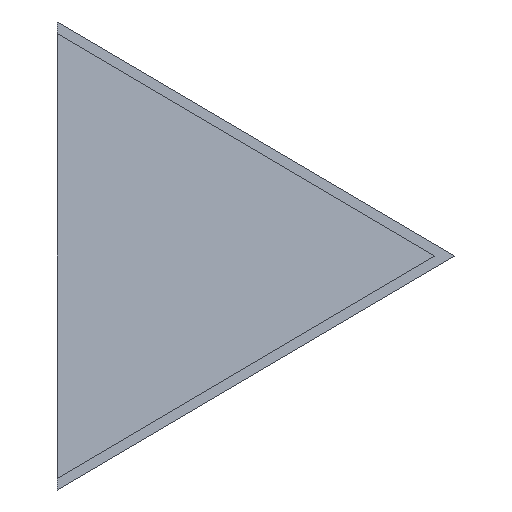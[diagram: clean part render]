
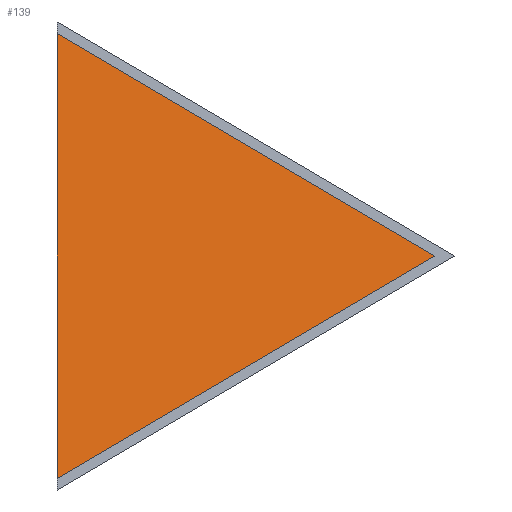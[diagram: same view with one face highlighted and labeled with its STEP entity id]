
A CAD part, front view. The second image highlights one B-rep face of the part: STEP entity #139.
In plain terms, the highlighted planar face has unit normal (0.466, -0.885, 0).
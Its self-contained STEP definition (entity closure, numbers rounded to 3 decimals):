
#19=FACE_OUTER_BOUND('',#29,.T.);
#29=EDGE_LOOP('',(#102,#103,#104));
#39=LINE('',#217,#55);
#40=LINE('',#220,#56);
#43=LINE('',#225,#59);
#55=VECTOR('',#178,1000.);
#56=VECTOR('',#181,10.);
#59=VECTOR('',#186,1000.);
#69=VERTEX_POINT('',#212);
#71=VERTEX_POINT('',#215);
#72=VERTEX_POINT('',#219);
#81=EDGE_CURVE('',#71,#69,#39,.T.);
#82=EDGE_CURVE('',#72,#71,#40,.T.);
#85=EDGE_CURVE('',#72,#69,#43,.T.);
#102=ORIENTED_EDGE('',*,*,#85,.T.);
#103=ORIENTED_EDGE('',*,*,#81,.F.);
#104=ORIENTED_EDGE('',*,*,#82,.F.);
#129=PLANE('',#164);
#139=ADVANCED_FACE('',(#19),#129,.F.);
#164=AXIS2_PLACEMENT_3D('',#224,#184,#185);
#178=DIRECTION('',(0.785,0.413,-0.462));
#181=DIRECTION('',(0.,0.,1.));
#184=DIRECTION('center_axis',(-0.466,0.885,0.));
#185=DIRECTION('ref_axis',(-0.885,-0.466,0.));
#186=DIRECTION('',(0.785,0.413,0.462));
#212=CARTESIAN_POINT('',(-3.65,1.13,0.1));
#215=CARTESIAN_POINT('',(-7.1,-0.685,2.132));
#217=CARTESIAN_POINT('',(-4.298,0.789,0.482));
#219=CARTESIAN_POINT('',(-7.1,-0.685,-1.932));
#220=CARTESIAN_POINT('',(-7.1,-0.685,-1.932));
#224=CARTESIAN_POINT('Origin',(-3.65,1.13,-1.9));
#225=CARTESIAN_POINT('',(-4.376,0.748,-0.327));
